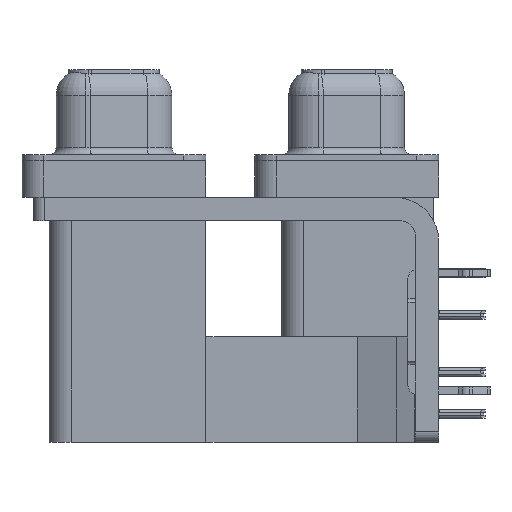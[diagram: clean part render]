
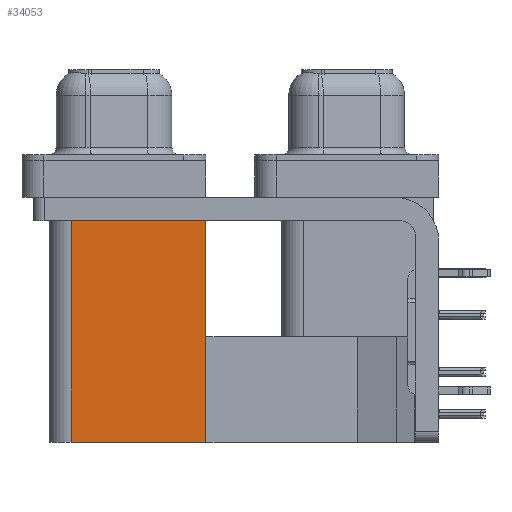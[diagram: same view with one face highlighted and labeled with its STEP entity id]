
A CAD part, left-side view. The second image highlights one B-rep face of the part: STEP entity #34053.
In plain terms, the highlighted planar face has unit normal (-1, 0, 0).
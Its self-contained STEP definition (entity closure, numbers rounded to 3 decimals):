
#35 = LINE ( 'NONE', #38194, #30135 ) ;
#655 = LINE ( 'NONE', #31820, #15205 ) ;
#800 = CARTESIAN_POINT ( 'NONE',  ( 3.79, 18.8, -2.5 ) ) ;
#985 = EDGE_CURVE ( 'NONE', #21942, #3822, #38623, .T. ) ;
#1019 = CARTESIAN_POINT ( 'NONE',  ( 3.79, 9.6, -19.2 ) ) ;
#2833 = DIRECTION ( 'NONE',  ( 1., 0., 0. ) ) ;
#3405 = DIRECTION ( 'NONE',  ( 0., 0., 1. ) ) ;
#3822 = VERTEX_POINT ( 'NONE', #37356 ) ;
#4314 = EDGE_CURVE ( 'NONE', #3822, #42790, #14923, .T. ) ;
#5479 = ORIENTED_EDGE ( 'NONE', *, *, #985, .T. ) ;
#5769 = EDGE_CURVE ( 'NONE', #21942, #31702, #655, .T. ) ;
#8359 = DIRECTION ( 'NONE',  ( 0., 1., 0. ) ) ;
#8715 = EDGE_LOOP ( 'NONE', ( #17175, #19492, #38866, #5479 ) ) ;
#10621 = CARTESIAN_POINT ( 'NONE',  ( 3.79, 9.6, -19.2 ) ) ;
#12683 = VECTOR ( 'NONE', #8359, 1000. ) ;
#14334 = VECTOR ( 'NONE', #3405, 1000. ) ;
#14923 = LINE ( 'NONE', #25536, #12683 ) ;
#15205 = VECTOR ( 'NONE', #35655, 1000. ) ;
#17175 = ORIENTED_EDGE ( 'NONE', *, *, #4314, .T. ) ;
#19132 = EDGE_CURVE ( 'NONE', #31702, #42790, #35, .T. ) ;
#19492 = ORIENTED_EDGE ( 'NONE', *, *, #19132, .F. ) ;
#19809 = FACE_OUTER_BOUND ( 'NONE', #8715, .T. ) ;
#20027 = CARTESIAN_POINT ( 'NONE',  ( 3.79, 9.6, -19.2 ) ) ;
#21942 = VERTEX_POINT ( 'NONE', #1019 ) ;
#25536 = CARTESIAN_POINT ( 'NONE',  ( 3.79, 9.6, -2.5 ) ) ;
#29999 = CARTESIAN_POINT ( 'NONE',  ( 3.79, 18.8, -19.2 ) ) ;
#30135 = VECTOR ( 'NONE', #41377, 1000. ) ;
#31702 = VERTEX_POINT ( 'NONE', #29999 ) ;
#31820 = CARTESIAN_POINT ( 'NONE',  ( 3.79, 9.6, -19.2 ) ) ;
#34053 = ADVANCED_FACE ( 'NONE', ( #19809 ), #44170, .F. ) ;
#35655 = DIRECTION ( 'NONE',  ( 0., 1., 0. ) ) ;
#37356 = CARTESIAN_POINT ( 'NONE',  ( 3.79, 9.6, -2.5 ) ) ;
#38194 = CARTESIAN_POINT ( 'NONE',  ( 3.79, 18.8, -19.2 ) ) ;
#38623 = LINE ( 'NONE', #10621, #14334 ) ;
#38866 = ORIENTED_EDGE ( 'NONE', *, *, #5769, .F. ) ;
#41377 = DIRECTION ( 'NONE',  ( 0., 0., 1. ) ) ;
#42790 = VERTEX_POINT ( 'NONE', #800 ) ;
#43498 = DIRECTION ( 'NONE',  ( 0., 1., 0. ) ) ;
#44058 = AXIS2_PLACEMENT_3D ( 'NONE', #20027, #2833, #43498 ) ;
#44170 = PLANE ( 'NONE',  #44058 ) ;
